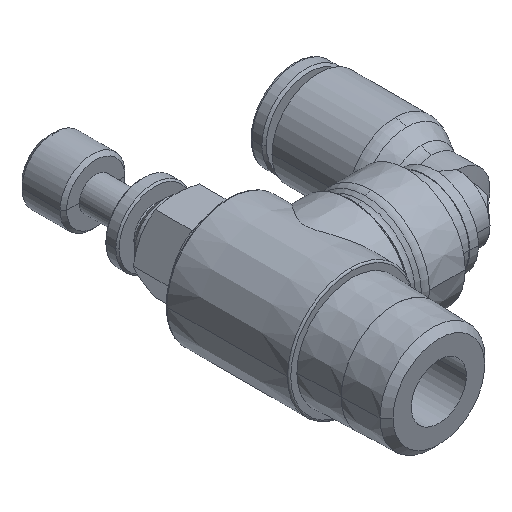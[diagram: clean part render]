
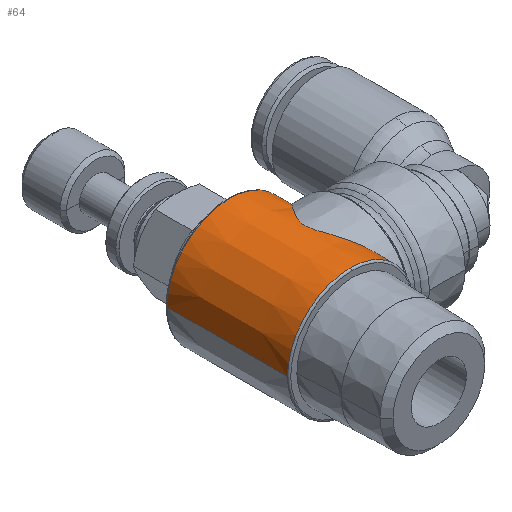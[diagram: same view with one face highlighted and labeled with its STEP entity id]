
A CAD part, isometric view. The second image highlights one B-rep face of the part: STEP entity #64.
In plain terms, the highlighted conical face has half-angle 0 degrees and reference radius 5.696 mm.
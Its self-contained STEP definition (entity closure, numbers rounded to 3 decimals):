
#64=ADVANCED_FACE('',(#229),#230,.T.);
#229=FACE_OUTER_BOUND('',#536,.T.);
#230=CONICAL_SURFACE('',#537,5.696,0.);
#536=EDGE_LOOP('',(#941,#942,#943,#944,#945,#946,#947,#948));
#537=AXIS2_PLACEMENT_3D('',#949,#950,#951);
#941=ORIENTED_EDGE('',*,*,#2027,.F.);
#942=ORIENTED_EDGE('',*,*,#2028,.T.);
#943=ORIENTED_EDGE('',*,*,#2016,.T.);
#944=ORIENTED_EDGE('',*,*,#2029,.F.);
#945=ORIENTED_EDGE('',*,*,#2030,.T.);
#946=ORIENTED_EDGE('',*,*,#2031,.T.);
#947=ORIENTED_EDGE('',*,*,#2007,.F.);
#948=ORIENTED_EDGE('',*,*,#2032,.F.);
#949=CARTESIAN_POINT('',(0.0,5.625,0.0));
#950=DIRECTION('',(-0.0,-1.0,-0.0));
#951=DIRECTION('',(-1.0,0.0,0.0));
#2007=EDGE_CURVE('',#2408,#2409,#2410,.T.);
#2016=EDGE_CURVE('',#2419,#2425,#2427,.T.);
#2027=EDGE_CURVE('',#2446,#2447,#2448,.T.);
#2028=EDGE_CURVE('',#2446,#2419,#2449,.T.);
#2029=EDGE_CURVE('',#2450,#2425,#2451,.T.);
#2030=EDGE_CURVE('',#2450,#2452,#2453,.T.);
#2031=EDGE_CURVE('',#2452,#2409,#2454,.T.);
#2032=EDGE_CURVE('',#2447,#2408,#2455,.T.);
#2408=VERTEX_POINT('',#3062);
#2409=VERTEX_POINT('',#3063);
#2410=CIRCLE('',#3064,5.696);
#2419=VERTEX_POINT('',#3115);
#2425=VERTEX_POINT('',#3121);
#2427=CIRCLE('',#3123,5.696);
#2446=VERTEX_POINT('',#3156);
#2447=VERTEX_POINT('',#3157);
#2448=LINE('',#3158,#3159);
#2449=CIRCLE('',#3160,5.696);
#2450=VERTEX_POINT('',#3161);
#2451=LINE('',#3162,#3163);
#2452=VERTEX_POINT('',#3164);
#2453=B_SPLINE_CURVE_WITH_KNOTS('',3,(#3165,#3166,#3167,#3168,#3169,#3170,#3171,#3172,#3173,#3174,#3175,#3176,#3177,#3178,#3179,#3180,#3181,#3182,#3183,#3184,#3185,#3186,#3187,#3188,#3189,#3190),.UNSPECIFIED.,.F.,.F.,(4,2,2,2,2,2,2,2,2,2,2,2,4),(0.0,0.168,1.474,1.546,1.57,1.585,1.599,1.618,1.658,1.8,2.169,2.923,3.538),.UNSPECIFIED.);
#2454=B_SPLINE_CURVE_WITH_KNOTS('',3,(#3191,#3192,#3193,#3194,#3195,#3196,#3197,#3198,#3199,#3200,#3201,#3202,#3203,#3204,#3205,#3206,#3207,#3208,#3209,#3210,#3211,#3212,#3213,#3214,#3215,#3216,#3217,#3218,#3219,#3220,#3221,#3222,#3223,#3224,#3225,#3226,#3227,#3228),.UNSPECIFIED.,.F.,.F.,(4,2,2,2,2,2,2,2,2,2,2,2,2,2,2,2,2,2,4),(10.922,12.051,13.18,14.309,15.628,16.948,17.608,18.268,18.928,19.587,20.247,20.907,21.567,22.227,23.546,24.866,25.995,27.123,28.252),.UNSPECIFIED.);
#2455=CIRCLE('',#3229,5.696);
#3062=CARTESIAN_POINT('',(0.,11.1,5.696));
#3063=CARTESIAN_POINT('',(5.551,11.101,1.278));
#3064=AXIS2_PLACEMENT_3D('',#4329,#4330,#4331);
#3115=CARTESIAN_POINT('',(0.,0.15,5.696));
#3121=CARTESIAN_POINT('',(5.696,0.15,0.));
#3123=AXIS2_PLACEMENT_3D('',#4350,#4351,#4352);
#3156=CARTESIAN_POINT('',(-5.696,0.15,0.0));
#3157=CARTESIAN_POINT('',(-5.696,11.1,0.));
#3158=CARTESIAN_POINT('',(-5.696,5.625,0.));
#3159=VECTOR('',#4370,1.0);
#3160=AXIS2_PLACEMENT_3D('',#4371,#4372,#4373);
#3161=CARTESIAN_POINT('',(5.696,0.359,0.));
#3162=CARTESIAN_POINT('',(5.696,5.625,0.));
#3163=VECTOR('',#4374,1.0);
#3164=CARTESIAN_POINT('',(5.552,0.399,1.275));
#3165=CARTESIAN_POINT('',(5.552,0.399,-1.275));
#3166=CARTESIAN_POINT('',(5.564,0.386,-1.222));
#3167=CARTESIAN_POINT('',(5.576,0.375,-1.168));
#3168=CARTESIAN_POINT('',(5.67,0.3,-0.691));
#3169=CARTESIAN_POINT('',(5.692,0.35,-0.34));
#3170=CARTESIAN_POINT('',(5.696,0.358,-0.056));
#3171=CARTESIAN_POINT('',(5.696,0.359,-0.041));
#3172=CARTESIAN_POINT('',(5.696,0.359,-0.021));
#3173=CARTESIAN_POINT('',(5.696,0.359,-0.016));
#3174=CARTESIAN_POINT('',(5.696,0.359,-0.008));
#3175=CARTESIAN_POINT('',(5.696,0.359,-0.005));
#3176=CARTESIAN_POINT('',(5.696,0.359,0.001));
#3177=CARTESIAN_POINT('',(5.696,0.359,0.004));
#3178=CARTESIAN_POINT('',(5.696,0.359,0.011));
#3179=CARTESIAN_POINT('',(5.696,0.359,0.014));
#3180=CARTESIAN_POINT('',(5.696,0.359,0.027));
#3181=CARTESIAN_POINT('',(5.696,0.359,0.035));
#3182=CARTESIAN_POINT('',(5.696,0.358,0.073));
#3183=CARTESIAN_POINT('',(5.695,0.357,0.102));
#3184=CARTESIAN_POINT('',(5.693,0.352,0.206));
#3185=CARTESIAN_POINT('',(5.69,0.346,0.284));
#3186=CARTESIAN_POINT('',(5.673,0.332,0.541));
#3187=CARTESIAN_POINT('',(5.655,0.329,0.704));
#3188=CARTESIAN_POINT('',(5.608,0.349,1.008));
#3189=CARTESIAN_POINT('',(5.582,0.367,1.144));
#3190=CARTESIAN_POINT('',(5.552,0.399,1.275));
#3191=CARTESIAN_POINT('',(5.584,0.365,1.126));
#3192=CARTESIAN_POINT('',(5.509,0.443,1.496));
#3193=CARTESIAN_POINT('',(5.398,0.558,1.855));
#3194=CARTESIAN_POINT('',(5.118,0.85,2.528));
#3195=CARTESIAN_POINT('',(4.948,1.027,2.843));
#3196=CARTESIAN_POINT('',(4.574,1.421,3.413));
#3197=CARTESIAN_POINT('',(4.369,1.638,3.668));
#3198=CARTESIAN_POINT('',(3.919,2.119,4.149));
#3199=CARTESIAN_POINT('',(3.655,2.404,4.382));
#3200=CARTESIAN_POINT('',(3.115,3.005,4.781));
#3201=CARTESIAN_POINT('',(2.838,3.32,4.948));
#3202=CARTESIAN_POINT('',(2.442,3.804,5.148));
#3203=CARTESIAN_POINT('',(2.314,3.965,5.207));
#3204=CARTESIAN_POINT('',(2.073,4.292,5.307));
#3205=CARTESIAN_POINT('',(1.958,4.458,5.35));
#3206=CARTESIAN_POINT('',(1.754,4.796,5.421));
#3207=CARTESIAN_POINT('',(1.663,4.969,5.449));
#3208=CARTESIAN_POINT('',(1.525,5.336,5.489));
#3209=CARTESIAN_POINT('',(1.478,5.53,5.501));
#3210=CARTESIAN_POINT('',(1.478,5.97,5.501));
#3211=CARTESIAN_POINT('',(1.525,6.164,5.489));
#3212=CARTESIAN_POINT('',(1.663,6.531,5.449));
#3213=CARTESIAN_POINT('',(1.754,6.704,5.421));
#3214=CARTESIAN_POINT('',(1.958,7.042,5.35));
#3215=CARTESIAN_POINT('',(2.073,7.208,5.307));
#3216=CARTESIAN_POINT('',(2.314,7.535,5.207));
#3217=CARTESIAN_POINT('',(2.442,7.696,5.148));
#3218=CARTESIAN_POINT('',(2.838,8.18,4.948));
#3219=CARTESIAN_POINT('',(3.115,8.495,4.781));
#3220=CARTESIAN_POINT('',(3.655,9.096,4.382));
#3221=CARTESIAN_POINT('',(3.919,9.381,4.149));
#3222=CARTESIAN_POINT('',(4.369,9.862,3.668));
#3223=CARTESIAN_POINT('',(4.574,10.079,3.413));
#3224=CARTESIAN_POINT('',(4.948,10.473,2.843));
#3225=CARTESIAN_POINT('',(5.118,10.65,2.528));
#3226=CARTESIAN_POINT('',(5.398,10.942,1.855));
#3227=CARTESIAN_POINT('',(5.509,11.057,1.496));
#3228=CARTESIAN_POINT('',(5.584,11.135,1.126));
#3229=AXIS2_PLACEMENT_3D('',#4375,#4376,#4377);
#4329=CARTESIAN_POINT('',(0.0,11.1,0.0));
#4330=DIRECTION('',(0.0,1.0,0.0));
#4331=DIRECTION('',(-1.0,0.0,0.0));
#4350=CARTESIAN_POINT('',(0.0,0.15,0.0));
#4351=DIRECTION('',(0.0,1.0,0.0));
#4352=DIRECTION('',(-1.0,0.0,0.0));
#4370=DIRECTION('',(0.,1.,0.));
#4371=CARTESIAN_POINT('',(0.0,0.15,0.0));
#4372=DIRECTION('',(0.0,1.0,0.0));
#4373=DIRECTION('',(-1.0,0.0,0.0));
#4374=DIRECTION('',(0.,-1.,0.));
#4375=CARTESIAN_POINT('',(0.0,11.1,0.0));
#4376=DIRECTION('',(0.0,1.0,0.0));
#4377=DIRECTION('',(-1.0,0.0,0.0));
